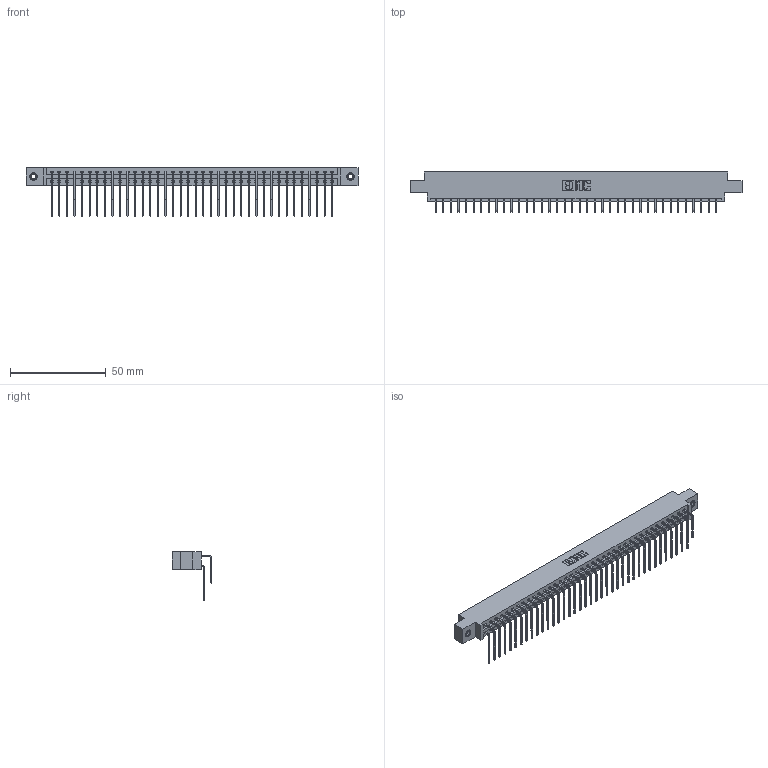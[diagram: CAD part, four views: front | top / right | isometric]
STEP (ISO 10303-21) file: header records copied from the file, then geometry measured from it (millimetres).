
FILE_DESCRIPTION (( 'STEP AP203' ), '1' );
FILE_NAME ('387-076-559-808.STEP', '2019-10-22T04:50:43', ( '' ), ( '' ), 'SwSTEP 2.0', 'SolidWorks 2016', '' );
FILE_SCHEMA (( 'CONFIG_CONTROL_DESIGN' ));
Length unit declared in the file: inch
Products named in the file (5): 387-076-559-808; 345-250-001_345-250-003-102; 337 Part_0.170 Offset - 0.156 Dia-TI; 345-292-001_558 559 Tail - 1; 345-292-001_559 Tail - 2
Assembly tree (79 placements, depth 2):
  387-076-559-808
    337 Part_0.170 Offset - 0.156 Dia-TI
    345-292-001_558 559 Tail - 1  x38
    345-292-001_559 Tail - 2  x38
    345-250-001_345-250-003-102  x2
Bounding box: 173.58 x 20.9 x 25.53 mm (x, y, z)
Volume: 18554.8 mm3; surface area: 23270.5 mm2
Topology: 79 solids, 79 shells, 4434 faces, 13151 edges, 8658 vertices
Faces by surface type: plane 3146, cylinder 1272, cone 12, torus 4
Entity records: 33082 total; most frequent: CARTESIAN_POINT 5604, ORIENTED_EDGE 5482, DIRECTION 4787, EDGE_CURVE 2741, LINE 2553, VECTOR 2553, VERTEX_POINT 1820, AXIS2_PLACEMENT_3D 1117
